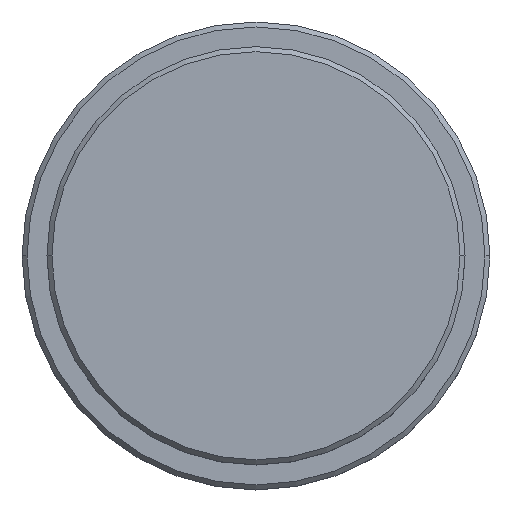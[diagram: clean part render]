
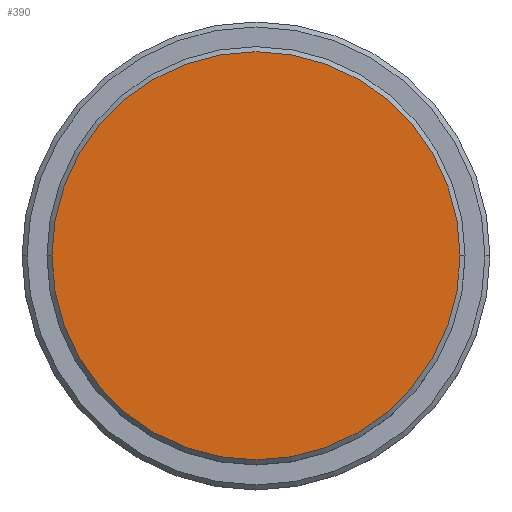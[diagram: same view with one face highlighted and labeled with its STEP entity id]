
A CAD part, top view. The second image highlights one B-rep face of the part: STEP entity #390.
In plain terms, the highlighted planar face has unit normal (0, 0, 1).
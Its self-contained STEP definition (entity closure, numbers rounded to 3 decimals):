
#86 = EDGE_CURVE ( 'NONE', #986, #1230, #1139, .T. ) ;
#89 = CARTESIAN_POINT ( 'NONE',  ( 0., 0., 0. ) ) ;
#96 = DIRECTION ( 'NONE',  ( 1., 0., 0. ) ) ;
#165 = CARTESIAN_POINT ( 'NONE',  ( 0., 0., 0. ) ) ;
#265 = AXIS2_PLACEMENT_3D ( 'NONE', #89, #1410, #96 ) ;
#290 = AXIS2_PLACEMENT_3D ( 'NONE', #165, #804, #479 ) ;
#338 = CIRCLE ( 'NONE', #265, 20.5 ) ;
#370 = PLANE ( 'NONE',  #290 ) ;
#390 = ADVANCED_FACE ( 'NONE', ( #1356 ), #370, .T. ) ;
#469 = CARTESIAN_POINT ( 'NONE',  ( 0., 0., 0. ) ) ;
#479 = DIRECTION ( 'NONE',  ( 1., 0., 0. ) ) ;
#747 = ORIENTED_EDGE ( 'NONE', *, *, #86, .T. ) ;
#804 = DIRECTION ( 'NONE',  ( 0., 0., 1. ) ) ;
#805 = EDGE_LOOP ( 'NONE', ( #747, #1248 ) ) ;
#811 = CARTESIAN_POINT ( 'NONE',  ( 20.5, 0., 0. ) ) ;
#891 = AXIS2_PLACEMENT_3D ( 'NONE', #469, #1348, #1363 ) ;
#986 = VERTEX_POINT ( 'NONE', #1040 ) ;
#1040 = CARTESIAN_POINT ( 'NONE',  ( -20.5, 0., 0. ) ) ;
#1139 = CIRCLE ( 'NONE', #891, 20.5 ) ;
#1174 = EDGE_CURVE ( 'NONE', #1230, #986, #338, .T. ) ;
#1230 = VERTEX_POINT ( 'NONE', #811 ) ;
#1248 = ORIENTED_EDGE ( 'NONE', *, *, #1174, .T. ) ;
#1348 = DIRECTION ( 'NONE',  ( 0., 0., 1. ) ) ;
#1356 = FACE_OUTER_BOUND ( 'NONE', #805, .T. ) ;
#1363 = DIRECTION ( 'NONE',  ( 1., 0., 0. ) ) ;
#1410 = DIRECTION ( 'NONE',  ( 0., 0., 1. ) ) ;
